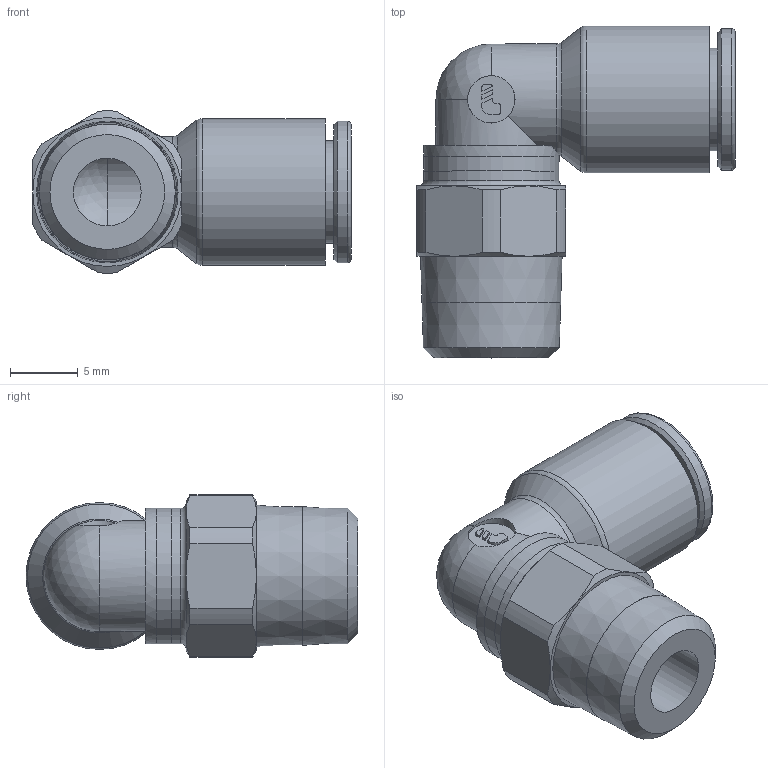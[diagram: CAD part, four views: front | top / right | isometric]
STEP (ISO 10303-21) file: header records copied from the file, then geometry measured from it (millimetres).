
FILE_DESCRIPTION(/* description */ (''),/* implementation_level */ '2;1');
FILE_NAME(/* name */ 'w369plp-4-2.ipt.stp',/* time_stamp */ '2017-12-11T12:31:06-08:00',/* author */ ('Autodesk Inc.'),/* organization */ ('Autodesk Inc.'),/* preprocessor_version */ 'ST-DEVELOPER v16.13',/* originating_system */ 'Autodesk Inventor 2018',/* authorisation */ '');
FILE_SCHEMA (('AUTOMOTIVE_DESIGN { 1 0 10303 214 3 1 1 }'));
Length unit declared in the file: millimetre
Products named in the file (1): w369plp-4-2
Bounding box: 23.51 x 24.52 x 11.99 mm (x, y, z)
Volume: 1845.1 mm3; surface area: 2156.1 mm2
Topology: 1 solids, 1 shells, 81 faces, 186 edges, 117 vertices
Faces by surface type: plane 33, cylinder 24, cone 18, torus 4, sphere 2
Full cylindrical faces by diameter (mm): 3.5 x1, 5 x1, 6.35 x2, 7.55 x1, 8.737 x1, 9.996 x1, 10 x1, 10.45 x1, 10.85 x1
Entity records: 2286 total; most frequent: CARTESIAN_POINT 454, DIRECTION 369, ORIENTED_EDGE 322, EDGE_CURVE 161, AXIS2_PLACEMENT_3D 155, EDGE_LOOP 113, VERTEX_POINT 112, FACE_OUTER_BOUND 81
